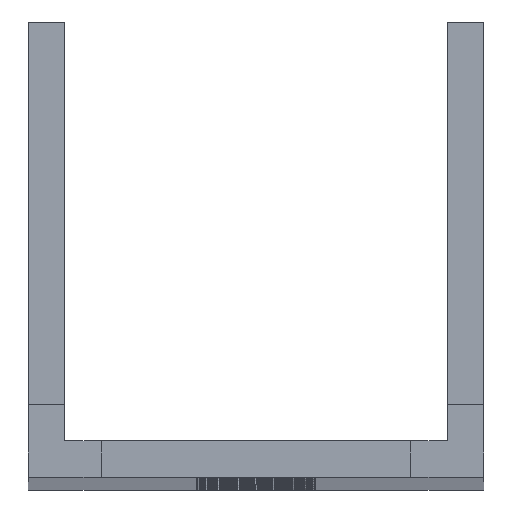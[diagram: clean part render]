
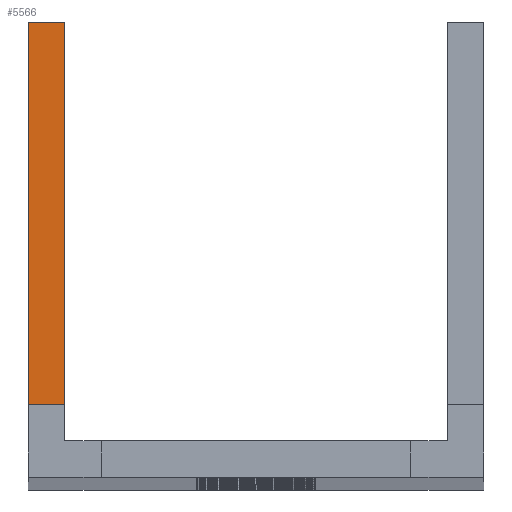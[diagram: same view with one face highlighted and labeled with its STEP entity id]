
A CAD part, top view. The second image highlights one B-rep face of the part: STEP entity #5566.
In plain terms, the highlighted planar face has unit normal (0, 0, 1).
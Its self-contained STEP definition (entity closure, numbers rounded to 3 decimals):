
#661=FACE_OUTER_BOUND('',#1019,.T.);
#1019=EDGE_LOOP('',(#4552,#4553,#4554,#4555));
#1275=LINE('',#8238,#1803);
#1320=LINE('',#8407,#1848);
#1325=LINE('',#8416,#1853);
#1566=LINE('',#9058,#2094);
#1803=VECTOR('',#6575,10.);
#1848=VECTOR('',#6702,10.);
#1853=VECTOR('',#6709,10.);
#2094=VECTOR('',#7432,10.);
#2447=VERTEX_POINT('',#8235);
#2448=VERTEX_POINT('',#8237);
#2531=VERTEX_POINT('',#8405);
#2534=VERTEX_POINT('',#8414);
#2963=EDGE_CURVE('',#2448,#2447,#1275,.T.);
#3048=EDGE_CURVE('',#2447,#2531,#1320,.T.);
#3053=EDGE_CURVE('',#2531,#2534,#1325,.T.);
#3374=EDGE_CURVE('',#2534,#2448,#1566,.T.);
#4552=ORIENTED_EDGE('',*,*,#3048,.T.);
#4553=ORIENTED_EDGE('',*,*,#3053,.T.);
#4554=ORIENTED_EDGE('',*,*,#3374,.T.);
#4555=ORIENTED_EDGE('',*,*,#2963,.T.);
#5089=PLANE('',#6087);
#5566=ADVANCED_FACE('',(#661),#5089,.T.);
#6087=AXIS2_PLACEMENT_3D('',#9057,#7430,#7431);
#6575=DIRECTION('',(0.,-1.,0.));
#6702=DIRECTION('',(1.,0.,0.));
#6709=DIRECTION('',(0.,1.,0.));
#7430=DIRECTION('center_axis',(0.,0.,1.));
#7431=DIRECTION('ref_axis',(1.,0.,0.));
#7432=DIRECTION('',(-1.,0.,0.));
#8235=CARTESIAN_POINT('',(-50.,8.,0.));
#8237=CARTESIAN_POINT('',(-50.,50.,0.));
#8238=CARTESIAN_POINT('',(-50.,-1.048,0.));
#8405=CARTESIAN_POINT('',(-46.,8.,0.));
#8407=CARTESIAN_POINT('',(-46.88,8.,0.));
#8414=CARTESIAN_POINT('',(-46.,50.,0.));
#8416=CARTESIAN_POINT('',(-46.,-1.048,0.));
#9057=CARTESIAN_POINT('Origin',(-50.,8.,0.));
#9058=CARTESIAN_POINT('',(-46.,50.,0.));
